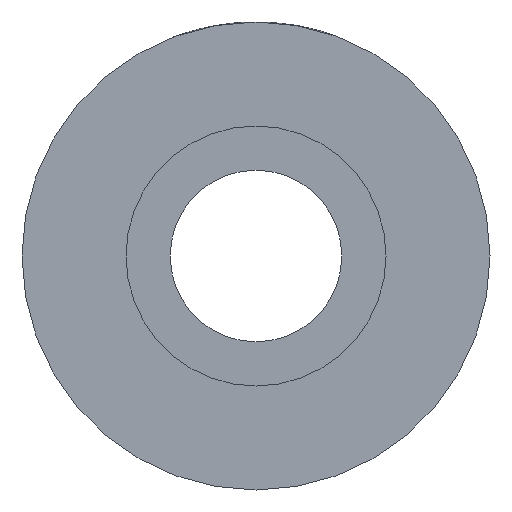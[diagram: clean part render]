
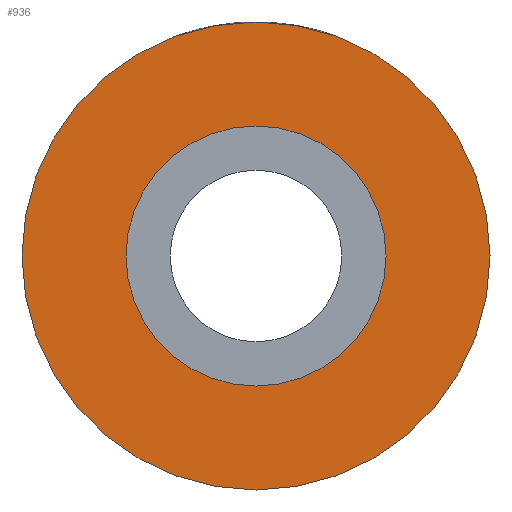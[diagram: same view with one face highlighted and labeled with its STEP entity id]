
A CAD part, front view. The second image highlights one B-rep face of the part: STEP entity #936.
In plain terms, the highlighted planar face has unit normal (0, -1, 0).
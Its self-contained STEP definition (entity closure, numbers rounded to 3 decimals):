
#37 = ORIENTED_EDGE ( 'NONE', *, *, #391, .F. ) ;
#50 = DIRECTION ( 'NONE',  ( 0., 1., 0. ) ) ;
#67 = CARTESIAN_POINT ( 'NONE',  ( 0., 0., -2.5 ) ) ;
#85 = CARTESIAN_POINT ( 'NONE',  ( 0., 0., 0. ) ) ;
#87 = EDGE_CURVE ( 'NONE', #1241, #1309, #653, .T. ) ;
#96 = FACE_OUTER_BOUND ( 'NONE', #1120, .T. ) ;
#97 = CARTESIAN_POINT ( 'NONE',  ( 0., 0., 2.5 ) ) ;
#111 = DIRECTION ( 'NONE',  ( 0., -1., 0. ) ) ;
#191 = DIRECTION ( 'NONE',  ( 0., 0., 1. ) ) ;
#201 = CARTESIAN_POINT ( 'NONE',  ( 0., 0., 0. ) ) ;
#278 = ORIENTED_EDGE ( 'NONE', *, *, #1061, .F. ) ;
#285 = PLANE ( 'NONE',  #958 ) ;
#310 = DIRECTION ( 'NONE',  ( 0., 0., 1. ) ) ;
#336 = ORIENTED_EDGE ( 'NONE', *, *, #474, .F. ) ;
#378 = AXIS2_PLACEMENT_3D ( 'NONE', #85, #520, #821 ) ;
#391 = EDGE_CURVE ( 'NONE', #1309, #1241, #1178, .T. ) ;
#408 = EDGE_LOOP ( 'NONE', ( #278, #336 ) ) ;
#474 = EDGE_CURVE ( 'NONE', #851, #1099, #923, .T. ) ;
#492 = CARTESIAN_POINT ( 'NONE',  ( 0., 0., 0. ) ) ;
#503 = AXIS2_PLACEMENT_3D ( 'NONE', #1236, #50, #1000 ) ;
#520 = DIRECTION ( 'NONE',  ( 0., -1., 0. ) ) ;
#571 = FACE_BOUND ( 'NONE', #408, .T. ) ;
#605 = DIRECTION ( 'NONE',  ( 0., 1., 0. ) ) ;
#627 = DIRECTION ( 'NONE',  ( 0., 1., 0. ) ) ;
#653 = CIRCLE ( 'NONE', #1166, 4.5 ) ;
#737 = CARTESIAN_POINT ( 'NONE',  ( 0., 0., 0. ) ) ;
#780 = CARTESIAN_POINT ( 'NONE',  ( 0., 0., 4.5 ) ) ;
#821 = DIRECTION ( 'NONE',  ( 0., 0., -1. ) ) ;
#844 = DIRECTION ( 'NONE',  ( 0., 0., -1. ) ) ;
#851 = VERTEX_POINT ( 'NONE', #67 ) ;
#923 = CIRCLE ( 'NONE', #378, 2.5 ) ;
#936 = ADVANCED_FACE ( 'NONE', ( #571, #96 ), #285, .F. ) ;
#958 = AXIS2_PLACEMENT_3D ( 'NONE', #492, #605, #191 ) ;
#1000 = DIRECTION ( 'NONE',  ( 0., 0., 1. ) ) ;
#1061 = EDGE_CURVE ( 'NONE', #1099, #851, #1282, .T. ) ;
#1099 = VERTEX_POINT ( 'NONE', #97 ) ;
#1120 = EDGE_LOOP ( 'NONE', ( #37, #1327 ) ) ;
#1166 = AXIS2_PLACEMENT_3D ( 'NONE', #201, #627, #310 ) ;
#1178 = CIRCLE ( 'NONE', #503, 4.5 ) ;
#1226 = AXIS2_PLACEMENT_3D ( 'NONE', #737, #111, #844 ) ;
#1236 = CARTESIAN_POINT ( 'NONE',  ( 0., 0., 0. ) ) ;
#1241 = VERTEX_POINT ( 'NONE', #780 ) ;
#1282 = CIRCLE ( 'NONE', #1226, 2.5 ) ;
#1309 = VERTEX_POINT ( 'NONE', #1322 ) ;
#1322 = CARTESIAN_POINT ( 'NONE',  ( 0., 0., -4.5 ) ) ;
#1327 = ORIENTED_EDGE ( 'NONE', *, *, #87, .F. ) ;
